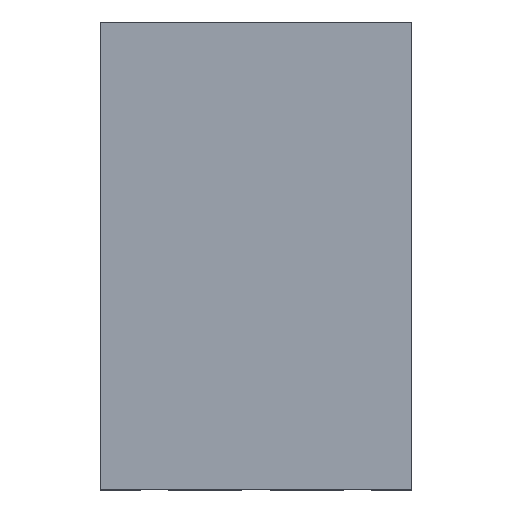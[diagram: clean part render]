
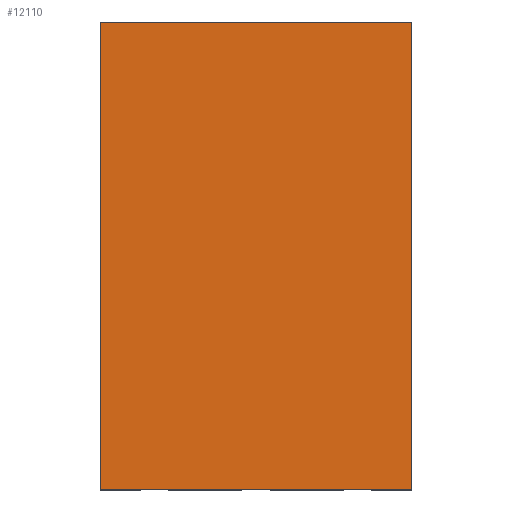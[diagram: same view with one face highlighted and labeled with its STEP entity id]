
A CAD part, top view. The second image highlights one B-rep face of the part: STEP entity #12110.
In plain terms, the highlighted face is planar.
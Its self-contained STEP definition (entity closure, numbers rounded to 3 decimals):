
#9397=DIRECTION('',(0.,0.,1.));
#9398=VECTOR('',#9397,3.);
#9399=CARTESIAN_POINT('',(-1.,0.65,-1.5));
#9400=LINE('',#9399,#9398);
#9404=DIRECTION('',(-1.,0.,0.));
#9405=VECTOR('',#9404,2.);
#9406=CARTESIAN_POINT('',(1.,0.65,-1.5));
#9407=LINE('',#9406,#9405);
#9411=DIRECTION('',(0.,0.,-1.));
#9412=VECTOR('',#9411,3.);
#9413=CARTESIAN_POINT('',(1.,0.65,1.5));
#9414=LINE('',#9413,#9412);
#9418=DIRECTION('',(1.,0.,0.));
#9419=VECTOR('',#9418,2.);
#9420=CARTESIAN_POINT('',(-1.,0.65,1.5));
#9421=LINE('',#9420,#9419);
#10348=CARTESIAN_POINT('',(-1.,0.65,-1.5));
#10349=CARTESIAN_POINT('',(-1.,0.65,1.5));
#10350=VERTEX_POINT('',#10348);
#10351=VERTEX_POINT('',#10349);
#10352=CARTESIAN_POINT('',(1.,0.65,1.5));
#10353=VERTEX_POINT('',#10352);
#10354=CARTESIAN_POINT('',(1.,0.65,-1.5));
#10355=VERTEX_POINT('',#10354);
#12099=CARTESIAN_POINT('',(0.,0.65,0.));
#12100=DIRECTION('',(0.,1.,0.));
#12101=DIRECTION('',(1.,0.,0.));
#12102=AXIS2_PLACEMENT_3D('',#12099,#12100,#12101);
#12103=PLANE('',#12102);
#12104=ORIENTED_EDGE('',*,*,#11472,.F.);
#12105=ORIENTED_EDGE('',*,*,#11913,.F.);
#12106=ORIENTED_EDGE('',*,*,#11248,.F.);
#12107=ORIENTED_EDGE('',*,*,#11582,.F.);
#12108=EDGE_LOOP('',(#12104,#12105,#12106,#12107));
#12109=FACE_OUTER_BOUND('',#12108,.F.);
#11248=EDGE_CURVE('',#10353,#10355,#9414,.T.);
#11472=EDGE_CURVE('',#10350,#10351,#9400,.T.);
#11582=EDGE_CURVE('',#10351,#10353,#9421,.T.);
#11913=EDGE_CURVE('',#10355,#10350,#9407,.T.);
#12110=ADVANCED_FACE('',(#12109),#12103,.T.);
